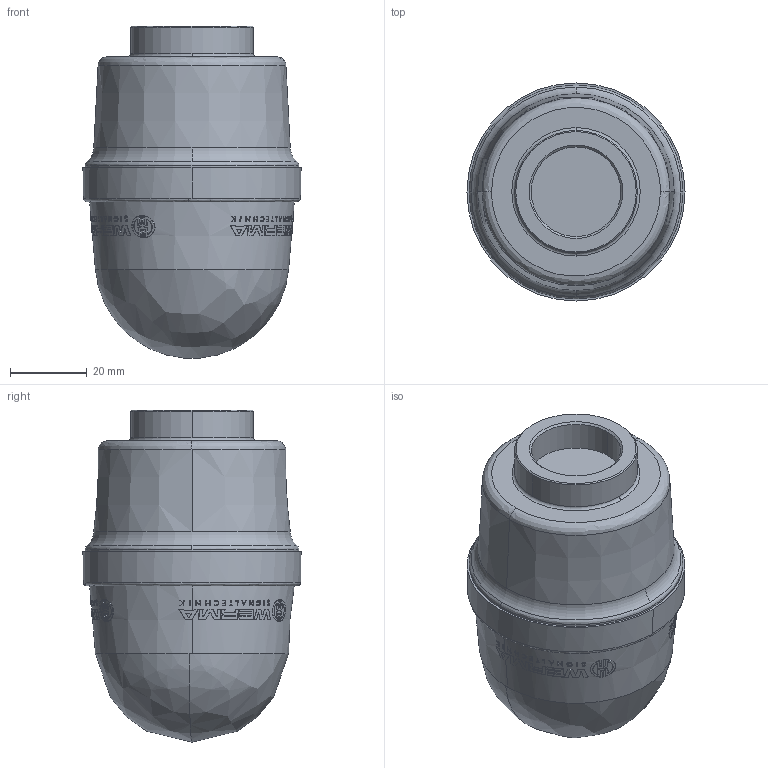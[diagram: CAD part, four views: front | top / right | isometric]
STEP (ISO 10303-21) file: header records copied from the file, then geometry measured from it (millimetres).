
FILE_DESCRIPTION (( 'STEP AP214' ), '1' );
FILE_NAME ('20910000.step', '2016-03-10T23:11:15', ( '' ), ( '' ), 'SwSTEP 2.0', 'SolidWorks 2015', '' );
FILE_SCHEMA (( 'AUTOMOTIVE_DESIGN' ));
Length unit declared in the file: inch
Products named in the file (1): 20910000
Bounding box: 56.9 x 56.9 x 86.6 mm (x, y, z)
Volume: 150591.1 mm3; surface area: 16307.1 mm2
Topology: 1 solids, 1 shells, 787 faces, 2125 edges, 1414 vertices
Faces by surface type: plane 524, cylinder 168, cone 83, bspline 8, torus 4
Entity records: 38180 total; most frequent: CARTESIAN_POINT 9661, ORIENTED_EDGE 4250, DIRECTION 3250, EDGE_CURVE 2125, VERTEX_POINT 1414, AXIS2_PLACEMENT_3D 1242, EDGE_LOOP 861, UNCERTAINTY_MEASURE_WITH_UNIT 790
